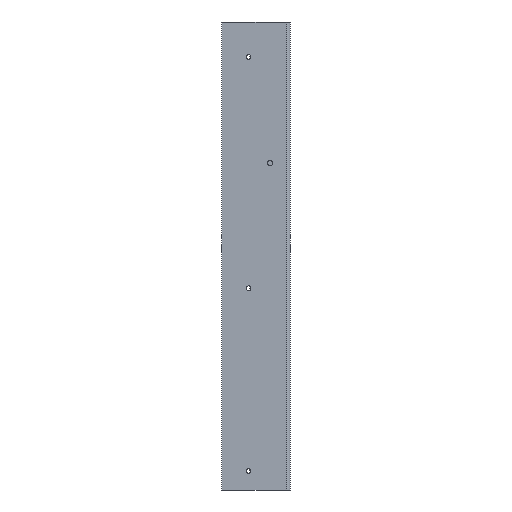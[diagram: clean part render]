
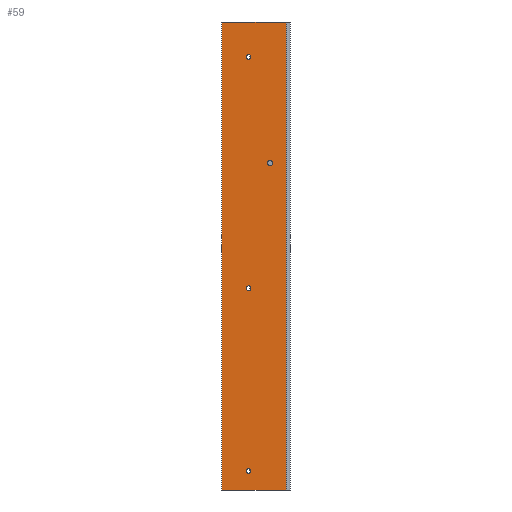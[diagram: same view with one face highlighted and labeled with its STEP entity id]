
A CAD part, front view. The second image highlights one B-rep face of the part: STEP entity #59.
In plain terms, the highlighted planar face has unit normal (0, -1, 0).
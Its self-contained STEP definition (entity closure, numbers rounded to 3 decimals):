
#19 = VERTEX_POINT ( 'NONE', #607 ) ;
#22 = VERTEX_POINT ( 'NONE', #672 ) ;
#27 = LINE ( 'NONE', #320, #158 ) ;
#36 = FACE_BOUND ( 'NONE', #235, .T. ) ;
#42 = CIRCLE ( 'NONE', #867, 1.75 ) ;
#59 = ADVANCED_FACE ( 'NONE', ( #618, #302, #911, #36, #769 ), #628, .F. ) ;
#60 = EDGE_LOOP ( 'NONE', ( #352, #567 ) ) ;
#66 = CIRCLE ( 'NONE', #746, 1.75 ) ;
#68 = CARTESIAN_POINT ( 'NONE',  ( -31., 0., -160. ) ) ;
#71 = VERTEX_POINT ( 'NONE', #305 ) ;
#82 = DIRECTION ( 'NONE',  ( 0., -1., 0. ) ) ;
#86 = EDGE_CURVE ( 'NONE', #19, #810, #593, .T. ) ;
#100 = ORIENTED_EDGE ( 'NONE', *, *, #337, .F. ) ;
#102 = VERTEX_POINT ( 'NONE', #124 ) ;
#114 = EDGE_CURVE ( 'NONE', #736, #22, #311, .T. ) ;
#117 = AXIS2_PLACEMENT_3D ( 'NONE', #744, #298, #813 ) ;
#119 = CARTESIAN_POINT ( 'NONE',  ( -31., 0., 146.25 ) ) ;
#122 = VECTOR ( 'NONE', #845, 1000. ) ;
#124 = CARTESIAN_POINT ( 'NONE',  ( -31., 0., 149.75 ) ) ;
#130 = LINE ( 'NONE', #877, #741 ) ;
#138 = CARTESIAN_POINT ( 'NONE',  ( -15., 0., 67. ) ) ;
#146 = VERTEX_POINT ( 'NONE', #119 ) ;
#155 = ORIENTED_EDGE ( 'NONE', *, *, #86, .F. ) ;
#158 = VECTOR ( 'NONE', #923, 1000. ) ;
#172 = EDGE_CURVE ( 'NONE', #736, #360, #648, .T. ) ;
#196 = ORIENTED_EDGE ( 'NONE', *, *, #683, .F. ) ;
#203 = CARTESIAN_POINT ( 'NONE',  ( -3., 0., -174. ) ) ;
#224 = CARTESIAN_POINT ( 'NONE',  ( -3., 0., 174. ) ) ;
#235 = EDGE_LOOP ( 'NONE', ( #375, #155 ) ) ;
#242 = CIRCLE ( 'NONE', #792, 2. ) ;
#249 = EDGE_CURVE ( 'NONE', #810, #19, #66, .T. ) ;
#254 = EDGE_CURVE ( 'NONE', #102, #146, #750, .T. ) ;
#259 = EDGE_LOOP ( 'NONE', ( #396, #100 ) ) ;
#288 = VERTEX_POINT ( 'NONE', #138 ) ;
#298 = DIRECTION ( 'NONE',  ( 0., -1., 0. ) ) ;
#302 = FACE_BOUND ( 'NONE', #60, .T. ) ;
#305 = CARTESIAN_POINT ( 'NONE',  ( -31., 0., -22.25 ) ) ;
#309 = ORIENTED_EDGE ( 'NONE', *, *, #439, .F. ) ;
#311 = LINE ( 'NONE', #776, #122 ) ;
#320 = CARTESIAN_POINT ( 'NONE',  ( -3., 0., 174. ) ) ;
#322 = CARTESIAN_POINT ( 'NONE',  ( -31., 0., 148. ) ) ;
#328 = EDGE_LOOP ( 'NONE', ( #309, #822 ) ) ;
#334 = DIRECTION ( 'NONE',  ( 0., 0., -1. ) ) ;
#337 = EDGE_CURVE ( 'NONE', #382, #288, #242, .T. ) ;
#343 = CARTESIAN_POINT ( 'NONE',  ( -31., 0., 148. ) ) ;
#352 = ORIENTED_EDGE ( 'NONE', *, *, #562, .F. ) ;
#360 = VERTEX_POINT ( 'NONE', #224 ) ;
#367 = CARTESIAN_POINT ( 'NONE',  ( -15., 0., 69. ) ) ;
#374 = CARTESIAN_POINT ( 'NONE',  ( -31., 0., -25.75 ) ) ;
#375 = ORIENTED_EDGE ( 'NONE', *, *, #249, .F. ) ;
#378 = DIRECTION ( 'NONE',  ( 0., -1., 0. ) ) ;
#382 = VERTEX_POINT ( 'NONE', #655 ) ;
#396 = ORIENTED_EDGE ( 'NONE', *, *, #828, .F. ) ;
#397 = EDGE_CURVE ( 'NONE', #71, #492, #512, .T. ) ;
#398 = DIRECTION ( 'NONE',  ( 0., 1., 0. ) ) ;
#416 = ORIENTED_EDGE ( 'NONE', *, *, #114, .T. ) ;
#419 = AXIS2_PLACEMENT_3D ( 'NONE', #343, #802, #723 ) ;
#427 = EDGE_CURVE ( 'NONE', #22, #908, #130, .T. ) ;
#439 = EDGE_CURVE ( 'NONE', #492, #71, #42, .T. ) ;
#459 = DIRECTION ( 'NONE',  ( 0., 0., -1. ) ) ;
#475 = CARTESIAN_POINT ( 'NONE',  ( -31., 0., -161.75 ) ) ;
#492 = VERTEX_POINT ( 'NONE', #374 ) ;
#496 = CARTESIAN_POINT ( 'NONE',  ( -15., 0., 69. ) ) ;
#497 = CARTESIAN_POINT ( 'NONE',  ( -51., 0., 174. ) ) ;
#510 = AXIS2_PLACEMENT_3D ( 'NONE', #322, #690, #459 ) ;
#512 = CIRCLE ( 'NONE', #117, 1.75 ) ;
#514 = AXIS2_PLACEMENT_3D ( 'NONE', #716, #552, #334 ) ;
#544 = CARTESIAN_POINT ( 'NONE',  ( -51., 0., 174. ) ) ;
#552 = DIRECTION ( 'NONE',  ( 0., -1., 0. ) ) ;
#562 = EDGE_CURVE ( 'NONE', #146, #102, #902, .T. ) ;
#567 = ORIENTED_EDGE ( 'NONE', *, *, #254, .F. ) ;
#593 = CIRCLE ( 'NONE', #514, 1.75 ) ;
#607 = CARTESIAN_POINT ( 'NONE',  ( -31., 0., -158.25 ) ) ;
#615 = VECTOR ( 'NONE', #733, 1000. ) ;
#618 = FACE_BOUND ( 'NONE', #259, .T. ) ;
#628 = PLANE ( 'NONE',  #760 ) ;
#648 = LINE ( 'NONE', #497, #615 ) ;
#655 = CARTESIAN_POINT ( 'NONE',  ( -15., 0., 71. ) ) ;
#661 = DIRECTION ( 'NONE',  ( 1., 0., 0. ) ) ;
#672 = CARTESIAN_POINT ( 'NONE',  ( -51., 0., -174. ) ) ;
#677 = CIRCLE ( 'NONE', #878, 2. ) ;
#683 = EDGE_CURVE ( 'NONE', #360, #908, #27, .T. ) ;
#690 = DIRECTION ( 'NONE',  ( 0., -1., 0. ) ) ;
#692 = EDGE_LOOP ( 'NONE', ( #722, #196, #742, #416 ) ) ;
#704 = DIRECTION ( 'NONE',  ( 0., 0., 1. ) ) ;
#716 = CARTESIAN_POINT ( 'NONE',  ( -31., 0., -160. ) ) ;
#719 = DIRECTION ( 'NONE',  ( 0., 0., -1. ) ) ;
#722 = ORIENTED_EDGE ( 'NONE', *, *, #427, .T. ) ;
#723 = DIRECTION ( 'NONE',  ( 0., 0., -1. ) ) ;
#729 = DIRECTION ( 'NONE',  ( 0., -1., 0. ) ) ;
#733 = DIRECTION ( 'NONE',  ( 1., 0., 0. ) ) ;
#736 = VERTEX_POINT ( 'NONE', #544 ) ;
#740 = DIRECTION ( 'NONE',  ( 0., 0., -1. ) ) ;
#741 = VECTOR ( 'NONE', #661, 1000. ) ;
#742 = ORIENTED_EDGE ( 'NONE', *, *, #172, .F. ) ;
#744 = CARTESIAN_POINT ( 'NONE',  ( -31., 0., -24. ) ) ;
#746 = AXIS2_PLACEMENT_3D ( 'NONE', #68, #729, #719 ) ;
#750 = CIRCLE ( 'NONE', #419, 1.75 ) ;
#760 = AXIS2_PLACEMENT_3D ( 'NONE', #788, #398, #704 ) ;
#769 = FACE_OUTER_BOUND ( 'NONE', #692, .T. ) ;
#776 = CARTESIAN_POINT ( 'NONE',  ( -51., 0., 174. ) ) ;
#788 = CARTESIAN_POINT ( 'NONE',  ( -51., 0., 174. ) ) ;
#792 = AXIS2_PLACEMENT_3D ( 'NONE', #367, #82, #740 ) ;
#802 = DIRECTION ( 'NONE',  ( 0., -1., 0. ) ) ;
#810 = VERTEX_POINT ( 'NONE', #475 ) ;
#813 = DIRECTION ( 'NONE',  ( 0., 0., -1. ) ) ;
#822 = ORIENTED_EDGE ( 'NONE', *, *, #397, .F. ) ;
#828 = EDGE_CURVE ( 'NONE', #288, #382, #677, .T. ) ;
#845 = DIRECTION ( 'NONE',  ( 0., 0., -1. ) ) ;
#857 = DIRECTION ( 'NONE',  ( 0., 0., -1. ) ) ;
#867 = AXIS2_PLACEMENT_3D ( 'NONE', #890, #378, #880 ) ;
#870 = DIRECTION ( 'NONE',  ( 0., -1., 0. ) ) ;
#877 = CARTESIAN_POINT ( 'NONE',  ( -51., 0., -174. ) ) ;
#878 = AXIS2_PLACEMENT_3D ( 'NONE', #496, #870, #857 ) ;
#880 = DIRECTION ( 'NONE',  ( 0., 0., -1. ) ) ;
#890 = CARTESIAN_POINT ( 'NONE',  ( -31., 0., -24. ) ) ;
#902 = CIRCLE ( 'NONE', #510, 1.75 ) ;
#908 = VERTEX_POINT ( 'NONE', #203 ) ;
#911 = FACE_BOUND ( 'NONE', #328, .T. ) ;
#923 = DIRECTION ( 'NONE',  ( 0., 0., -1. ) ) ;
